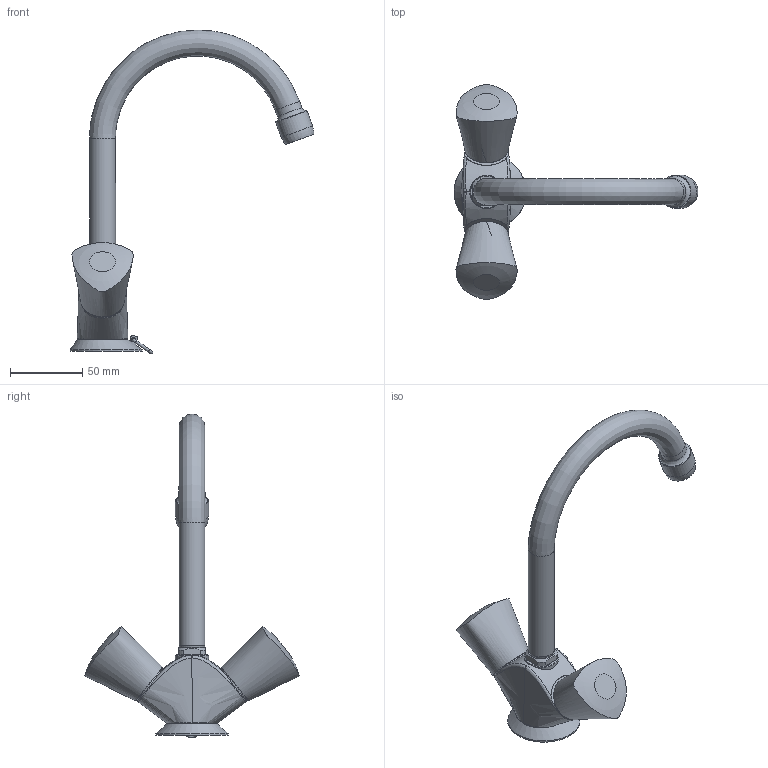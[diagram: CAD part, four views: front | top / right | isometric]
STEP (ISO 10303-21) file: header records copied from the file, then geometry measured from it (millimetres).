
FILE_DESCRIPTION(/* description */ ('Unknown'),/* implementation_level */ '2;1');
FILE_NAME(/* name */ '21338001',/* time_stamp */ '2022-09-01T15:18:09+02:00',/* author */ ('Unknown'),/* organization */ ('GROHE AG'),/* preprocessor_version */ 'ST-DEVELOPER v16.7',/* originating_system */ 'DEX',/* authorisation */ $);
FILE_SCHEMA (('AUTOMOTIVE_DESIGN {1 0 10303 214 3 1 1}'));
Length unit declared in the file: millimetre
Products named in the file (3): 21338001; id45
Assembly tree (2 placements, depth 2):
  21338001
    21338001
    id45
Bounding box: 168.87 x 148.67 x 224.27 mm (x, y, z)
Volume: 18926.6 mm3; surface area: 47367.7 mm2
Topology: 2 solids, 12 shells, 82 faces, 208 edges, 131 vertices
Faces by surface type: plane 26, cylinder 20, bspline 19, torus 11, cone 6
Full cylindrical faces by diameter (mm): 2 x4, 4.8 x1, 18 x1, 18.013 x1, 23 x2, 23.2 x1, 32.5 x1, 50 x1
Entity records: 5355 total; most frequent: CARTESIAN_POINT 3601, DIRECTION 283, ORIENTED_EDGE 270, EDGE_CURVE 150, AXIS2_PLACEMENT_3D 125, EDGE_LOOP 124, FACE_BOUND 124, VERTEX_POINT 113
